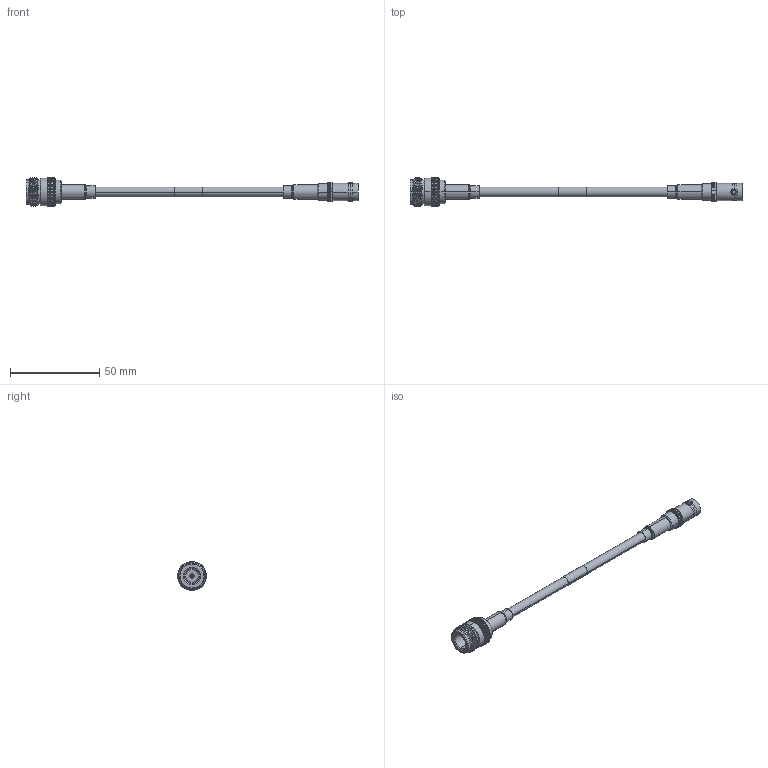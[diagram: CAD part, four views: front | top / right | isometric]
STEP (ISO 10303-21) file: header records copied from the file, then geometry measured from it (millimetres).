
FILE_DESCRIPTION (( 'STEP AP203' ), '1' );
FILE_NAME ('FMCA2707.STEP', '2022-03-09T16:54:01', ( '' ), ( '' ), 'SwSTEP 2.0', 'SolidWorks 2021', '' );
FILE_SCHEMA (( 'CONFIG_CONTROL_DESIGN' ));
Length unit declared in the file: millimetre
Products named in the file (5): CA-240-MA1_.75" Long; FMCA2707; FMCN1573; RG223_with label; FMCN1760
Assembly tree (5 placements, depth 2):
  FMCA2707
    RG223_with label
    FMCN1573
    FMCN1760
    CA-240-MA1_.75" Long  x2
Bounding box: 186.1 x 16.01 x 16.01 mm (x, y, z)
Volume: 7491.2 mm3; surface area: 9271.9 mm2
Topology: 8 solids, 8 shells, 2259 faces, 4924 edges, 2700 vertices
Faces by surface type: bspline 1443, cylinder 650, cone 95, plane 49, torus 22
Entity records: 74848 total; most frequent: CARTESIAN_POINT 41197, ORIENTED_EDGE 9760, EDGE_CURVE 4880, DIRECTION 3428, VERTEX_POINT 2676, EDGE_LOOP 2264, FACE_OUTER_BOUND 2237, ADVANCED_FACE 2237
